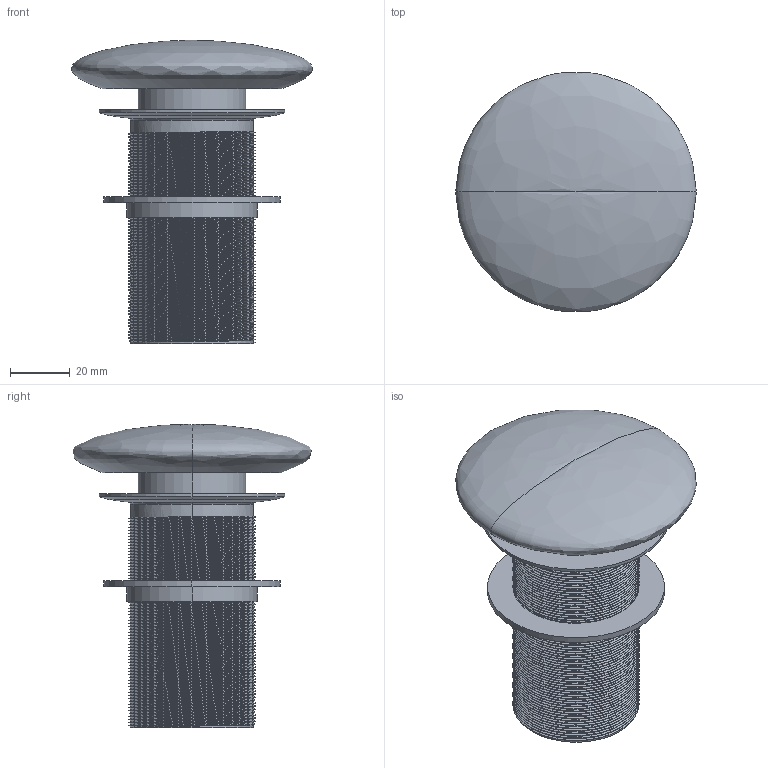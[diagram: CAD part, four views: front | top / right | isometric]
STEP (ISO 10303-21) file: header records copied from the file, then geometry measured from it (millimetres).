
FILE_DESCRIPTION (( 'STEP AP214' ), '1' );
FILE_NAME ('SIWA01_STEP_V10521.STEP', '2021-05-27T13:36:26', ( '' ), ( '' ), 'SwSTEP 2.0', 'SolidWorks 2019', '' );
FILE_SCHEMA (( 'AUTOMOTIVE_DESIGN' ));
Length unit declared in the file: millimetre
Products named in the file (1): SIWA01_STEP_V10521
Bounding box: 80.19 x 79.64 x 101.04 mm (x, y, z)
Volume: 117254.2 mm3; surface area: 68259.8 mm2
Topology: 4 solids, 4 shells, 188 faces, 516 edges, 336 vertices
Faces by surface type: cylinder 160, plane 11, cone 8, bspline 5, torus 4
Entity records: 13494 total; most frequent: CARTESIAN_POINT 9478, ORIENTED_EDGE 1028, DIRECTION 652, EDGE_CURVE 514, VERTEX_POINT 336, AXIS2_PLACEMENT_3D 238, EDGE_LOOP 196, ADVANCED_FACE 188
